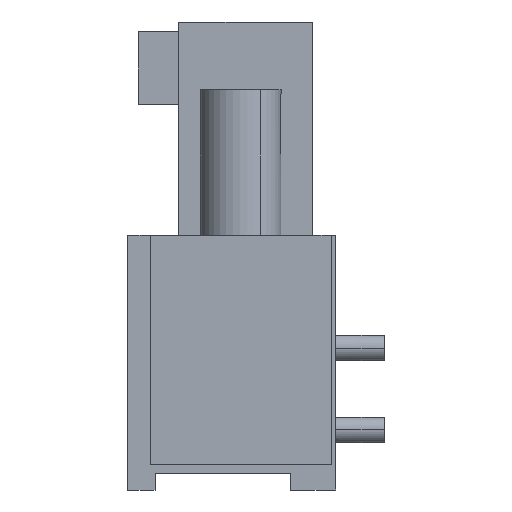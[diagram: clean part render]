
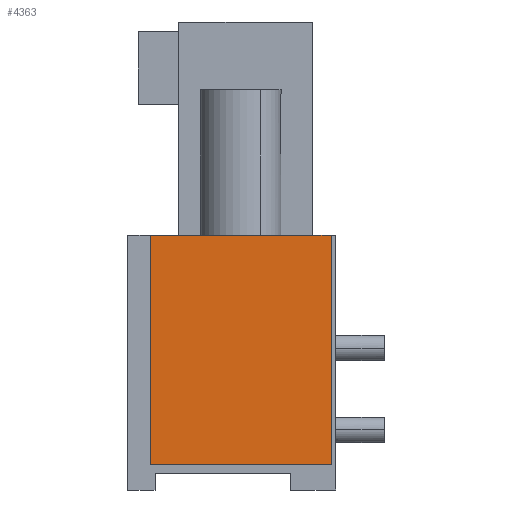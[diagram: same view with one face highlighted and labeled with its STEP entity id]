
A CAD part, left-side view. The second image highlights one B-rep face of the part: STEP entity #4363.
In plain terms, the highlighted planar face has unit normal (-1, 0, 0).
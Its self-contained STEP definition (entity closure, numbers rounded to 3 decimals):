
#837=CARTESIAN_POINT('Vertex',(0.,7.25,7.9)) ;
#840=CARTESIAN_POINT('Line Origine',(0.,4.45,7.9)) ;
#844=CARTESIAN_POINT('Vertex',(0.,1.65,7.9)) ;
#1767=CARTESIAN_POINT('Vertex',(0.,1.65,0.8)) ;
#1770=CARTESIAN_POINT('Line Origine',(0.,1.65,4.35)) ;
#1787=CARTESIAN_POINT('Line Origine',(0.,4.45,0.8)) ;
#1791=CARTESIAN_POINT('Vertex',(0.,7.25,0.8)) ;
#1829=CARTESIAN_POINT('Line Origine',(0.,7.25,4.35)) ;
#4352=CARTESIAN_POINT('Axis2P3D Location',(0.,7.25,7.9)) ;
#841=DIRECTION('Vector Direction',(0.,-1.,0.)) ;
#1771=DIRECTION('Vector Direction',(0.,0.,-1.)) ;
#1788=DIRECTION('Vector Direction',(0.,-1.,0.)) ;
#1830=DIRECTION('Vector Direction',(0.,0.,-1.)) ;
#4353=DIRECTION('Axis2P3D Direction',(1.,0.,0.)) ;
#4354=DIRECTION('Axis2P3D XDirection',(0.,-1.,0.)) ;
#4355=AXIS2_PLACEMENT_3D('Plane Axis2P3D',#4352,#4353,#4354) ;
#4358=ORIENTED_EDGE('',*,*,#1793,.T.) ;
#4359=ORIENTED_EDGE('',*,*,#1774,.F.) ;
#4360=ORIENTED_EDGE('',*,*,#846,.F.) ;
#4361=ORIENTED_EDGE('',*,*,#1833,.T.) ;
#842=VECTOR('Line Direction',#841,1.) ;
#1772=VECTOR('Line Direction',#1771,1.) ;
#1789=VECTOR('Line Direction',#1788,1.) ;
#1831=VECTOR('Line Direction',#1830,1.) ;
#4363=ADVANCED_FACE('HOUSING',(#4362),#4356,.F.) ;
#846=EDGE_CURVE('',#838,#845,#843,.T.) ;
#1774=EDGE_CURVE('',#845,#1768,#1773,.T.) ;
#1793=EDGE_CURVE('',#1792,#1768,#1790,.T.) ;
#1833=EDGE_CURVE('',#838,#1792,#1832,.T.) ;
#4357=EDGE_LOOP('',(#4358,#4359,#4360,#4361)) ;
#4362=FACE_OUTER_BOUND('',#4357,.T.) ;
#843=LINE('Line',#840,#842) ;
#1773=LINE('Line',#1770,#1772) ;
#1790=LINE('Line',#1787,#1789) ;
#1832=LINE('Line',#1829,#1831) ;
#4356=PLANE('',#4355) ;
#838=VERTEX_POINT('',#837) ;
#845=VERTEX_POINT('',#844) ;
#1768=VERTEX_POINT('',#1767) ;
#1792=VERTEX_POINT('',#1791) ;
